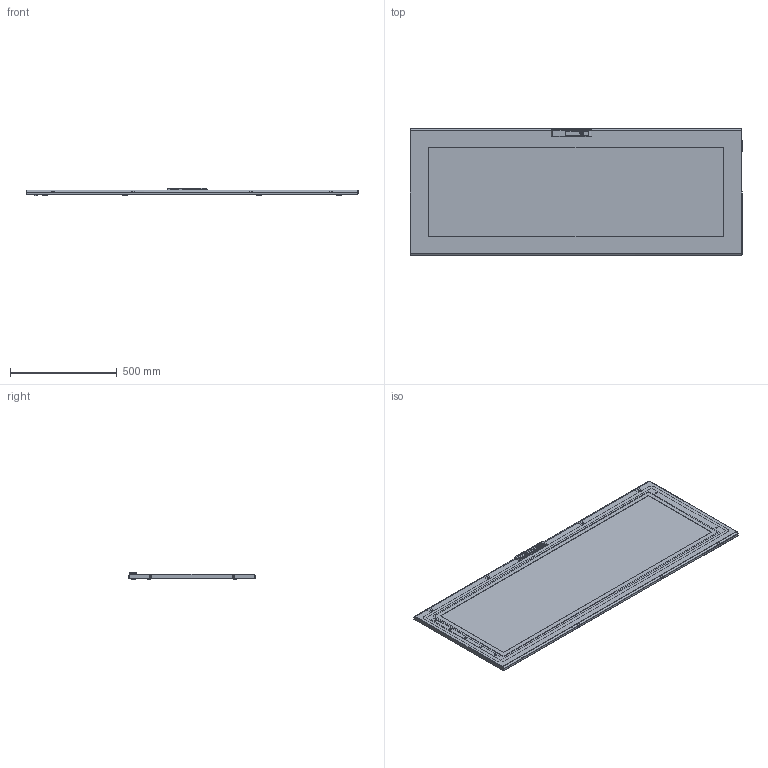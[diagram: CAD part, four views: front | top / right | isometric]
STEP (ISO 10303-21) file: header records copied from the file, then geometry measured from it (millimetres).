
FILE_DESCRIPTION (( 'STEP AP203' ), '1' );
FILE_NAME ('1600x600.step', '2011-02-16T12:32:44', ( 'User' ), ( 'DKC' ), 'SwSTEP 2.0', 'SolidWorks 2010', '' );
FILE_SCHEMA (( 'CONFIG_CONTROL_DESIGN' ));
Products named in the file (31): land; AC00C184 dado telaio interno porta_Default; sealant for sviluppo porta quadro_1600x600; hermetic for transparente door_1600x600; Montante verticale + Traversa orizzontale interno porta_Traversa orizzontale 600; Vetro porta quadro_R5CPTE1660; Çåðêàëüíî îòðàçèòüboccola AC00C378; Çåðêàëüíî îòðàçèòüribattino AC00C377; Çåðêàëüíî îòðàçèòüterminator for door.SLDPRT1; Çåðêàëüíî îòðàçèòüterminator for door.SLDPRT; boccola AC00C378; ribattino AC00C377; terminator for door.SLDPRT; AC00C254_Default; Hex Flange Bolt M6x10_ISO 4162 - M6 x 12 x 12-S; Wood screw 4.2x13_Tapping screw DIN 7049-ST4.2x13-F-H-S; Nut M6_Hexagon Nut ISO - 4034 - M6 - S; hinge AC00C170_Default; distanziale di gomma per RAM BLOCK_Default; linguetta_AC00C387; ASTINA Inferiore_1600; ASTINA Superiore_1600; AC00C400 Quadro IP55 Guida aste_Default; Sviluppo porta transparente quadro_1600X600; Sealing ring; maniglia RAM BLOCK modificated_AC00C505; basetta esterna_AC00C506; RAMBLOCK montata modificated_Default; 1600x600; inserto chiave per maniglia RAM BLOCK_AC00C389; Ingranaggio per cariglione modificated_AC00C388
Assembly tree (57 placements, depth 3):
  1600x600
    AC00C400 Quadro IP55 Guida aste_Default  x4
    AC00C254_Default  x4
    hermetic for transparente door_1600x600
    hinge AC00C170_Default  x4
    land  x8
    ASTINA Inferiore_1600
    Sviluppo porta transparente quadro_1600X600
    Vetro porta quadro_R5CPTE1660
    Nut M6_Hexagon Nut ISO - 4034 - M6 - S  x4
    Wood screw 4.2x13_Tapping screw DIN 7049-ST4.2x13-F-H-S  x4
    linguetta_AC00C387
    Çåðêàëüíî îòðàçèòüterminator for door.SLDPRT
      Çåðêàëüíî îòðàçèòüribattino AC00C377
      Çåðêàëüíî îòðàçèòüboccola AC00C378
    terminator for door.SLDPRT  x2
      boccola AC00C378
      ribattino AC00C377
    AC00C184 dado telaio interno porta_Default  x2
    RAMBLOCK montata modificated_Default
      Ingranaggio per cariglione modificated_AC00C388
      maniglia RAM BLOCK modificated_AC00C505
      basetta esterna_AC00C506
      Sealing ring
      inserto chiave per maniglia RAM BLOCK_AC00C389
    distanziale di gomma per RAM BLOCK_Default  x2
    Montante verticale + Traversa orizzontale interno porta_Traversa orizzontale 600
    ASTINA Superiore_1600
    sealant for sviluppo porta quadro_1600x600
    Hex Flange Bolt M6x10_ISO 4162 - M6 x 12 x 12-S
    Çåðêàëüíî îòðàçèòüterminator for door.SLDPRT1
      Çåðêàëüíî îòðàçèòüribattino AC00C377
      Çåðêàëüíî îòðàçèòüboccola AC00C378
Bounding box: 1555 x 594 x 35 mm (x, y, z)
Volume: 4175517.6 mm3; surface area: 2666906.1 mm2
Topology: 62 solids, 62 shells, 5000 faces, 13769 edges, 8927 vertices
Faces by surface type: bspline 2303, cylinder 1306, plane 930, cone 417, torus 36, sphere 8
Entity records: 68607 total; most frequent: CARTESIAN_POINT 27701, ORIENTED_EDGE 8400, DIRECTION 6825, EDGE_CURVE 4200, VERTEX_POINT 2683, AXIS2_PLACEMENT_3D 2451, LINE 1923, VECTOR 1923
